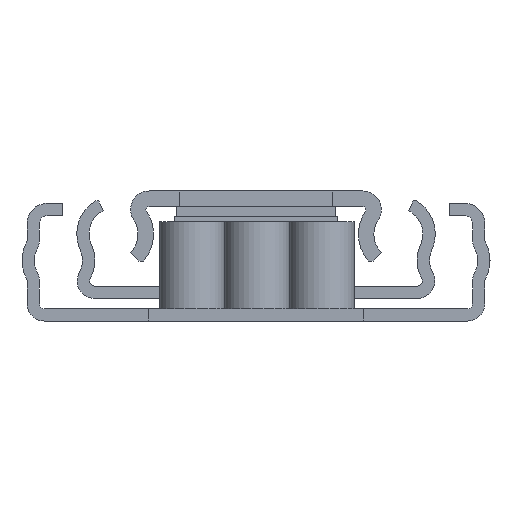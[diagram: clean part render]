
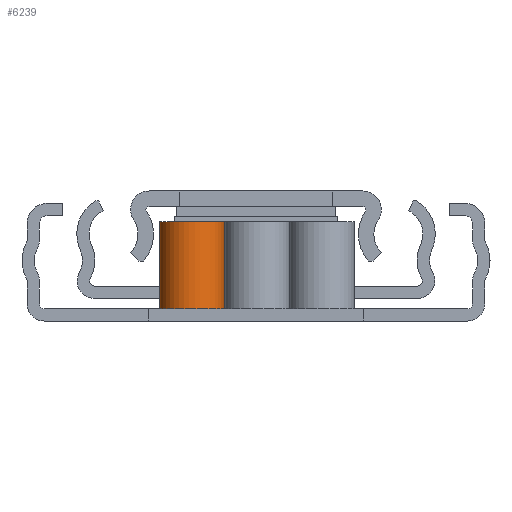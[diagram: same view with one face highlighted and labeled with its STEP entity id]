
A CAD part, left-side view. The second image highlights one B-rep face of the part: STEP entity #6239.
In plain terms, the highlighted cylindrical face has radius 3.198 mm (diameter 6.396 mm), a partial arc.
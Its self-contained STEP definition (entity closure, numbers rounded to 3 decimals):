
#32 = VECTOR ( 'NONE', #8131, 1000. ) ;
#264 = CARTESIAN_POINT ( 'NONE',  ( -9.5, -1.1, 8.5 ) ) ;
#461 = DIRECTION ( 'NONE',  ( 0., 0., -1. ) ) ;
#675 = CARTESIAN_POINT ( 'NONE',  ( -3.167, -1.1, 8.5 ) ) ;
#854 = VERTEX_POINT ( 'NONE', #4650 ) ;
#1189 = ORIENTED_EDGE ( 'NONE', *, *, #7541, .T. ) ;
#2371 = DIRECTION ( 'NONE',  ( 0., 0., -1. ) ) ;
#2767 = DIRECTION ( 'NONE',  ( 0., 0., -1. ) ) ;
#3000 = LINE ( 'NONE', #264, #7576 ) ;
#3130 = CARTESIAN_POINT ( 'NONE',  ( -3.167, -1.1, 8.5 ) ) ;
#3794 = CIRCLE ( 'NONE', #8807, 3.198 ) ;
#3869 = VERTEX_POINT ( 'NONE', #7778 ) ;
#3874 = FACE_OUTER_BOUND ( 'NONE', #6572, .T. ) ;
#3903 = DIRECTION ( 'NONE',  ( -1., 0., 0. ) ) ;
#3988 = CARTESIAN_POINT ( 'NONE',  ( -6.333, -0.652, 0. ) ) ;
#4117 = ORIENTED_EDGE ( 'NONE', *, *, #6588, .F. ) ;
#4348 = VERTEX_POINT ( 'NONE', #5493 ) ;
#4420 = AXIS2_PLACEMENT_3D ( 'NONE', #3988, #4557, #3903 ) ;
#4549 = AXIS2_PLACEMENT_3D ( 'NONE', #4579, #2767, #8113 ) ;
#4557 = DIRECTION ( 'NONE',  ( 0., 0., -1. ) ) ;
#4579 = CARTESIAN_POINT ( 'NONE',  ( -6.333, -0.652, 8.5 ) ) ;
#4589 = ORIENTED_EDGE ( 'NONE', *, *, #6719, .T. ) ;
#4650 = CARTESIAN_POINT ( 'NONE',  ( -9.5, -1.1, 8.5 ) ) ;
#5237 = CARTESIAN_POINT ( 'NONE',  ( -6.333, -0.652, 8.5 ) ) ;
#5288 = EDGE_CURVE ( 'NONE', #6705, #4348, #5407, .T. ) ;
#5407 = LINE ( 'NONE', #675, #32 ) ;
#5493 = CARTESIAN_POINT ( 'NONE',  ( -3.167, -1.1, 0. ) ) ;
#5719 = ORIENTED_EDGE ( 'NONE', *, *, #5288, .F. ) ;
#6239 = ADVANCED_FACE ( 'NONE', ( #3874 ), #8664, .T. ) ;
#6572 = EDGE_LOOP ( 'NONE', ( #4117, #5719, #1189, #4589 ) ) ;
#6588 = EDGE_CURVE ( 'NONE', #4348, #3869, #7006, .T. ) ;
#6705 = VERTEX_POINT ( 'NONE', #3130 ) ;
#6719 = EDGE_CURVE ( 'NONE', #854, #3869, #3000, .T. ) ;
#7006 = CIRCLE ( 'NONE', #4420, 3.198 ) ;
#7541 = EDGE_CURVE ( 'NONE', #6705, #854, #3794, .T. ) ;
#7576 = VECTOR ( 'NONE', #2371, 1000. ) ;
#7778 = CARTESIAN_POINT ( 'NONE',  ( -9.5, -1.1, 0. ) ) ;
#7972 = DIRECTION ( 'NONE',  ( -1., 0., 0. ) ) ;
#8113 = DIRECTION ( 'NONE',  ( -1., 0., 0. ) ) ;
#8131 = DIRECTION ( 'NONE',  ( 0., 0., -1. ) ) ;
#8664 = CYLINDRICAL_SURFACE ( 'NONE', #4549, 3.198 ) ;
#8807 = AXIS2_PLACEMENT_3D ( 'NONE', #5237, #461, #7972 ) ;
